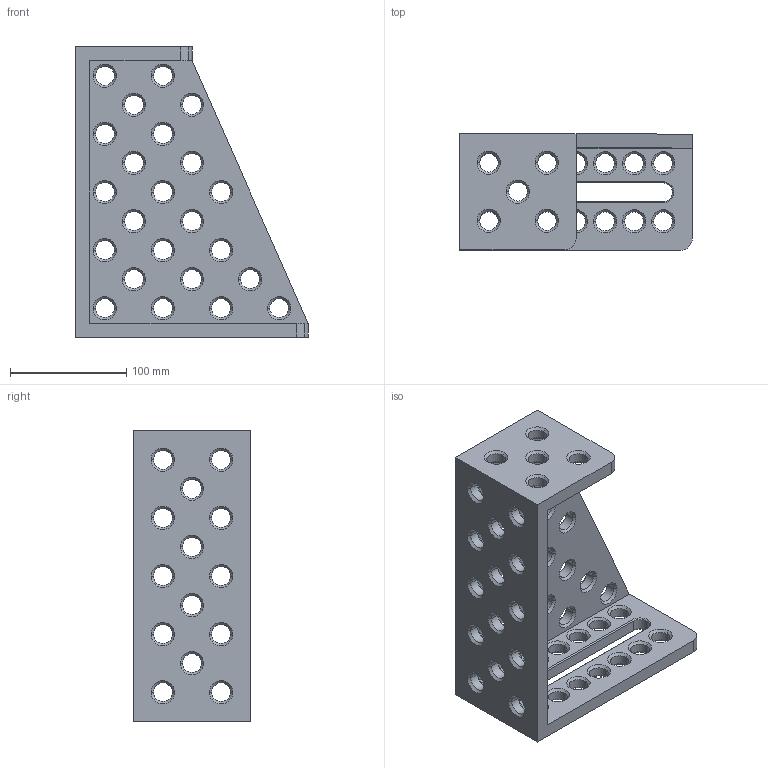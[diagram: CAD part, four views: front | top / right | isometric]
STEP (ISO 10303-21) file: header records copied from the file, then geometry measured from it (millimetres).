
FILE_DESCRIPTION(('STEP AP214'),'1');
FILE_NAME('160140.STP','2011-09-05T07:19:38',(' '),(' '),'Spatial InterOp 3D',' ',' ');
FILE_SCHEMA(('automotive_design'));
Length unit declared in the file: millimetre
Products named in the file (1): Quader
Bounding box: 200 x 100 x 250 mm (x, y, z)
Volume: 824095.7 mm3; surface area: 183049.2 mm2
Topology: 1 solids, 1 shells, 370 faces, 866 edges, 498 vertices
Faces by surface type: cone 232, cylinder 120, plane 18
Entity records: 13710 total; most frequent: DIRECTION 2080, CARTESIAN_POINT 1735, ORIENTED_EDGE 1732, EDGE_CURVE 866, AXIS2_PLACEMENT_3D 843, VERTEX_POINT 498, EDGE_LOOP 484, CIRCLE 472
